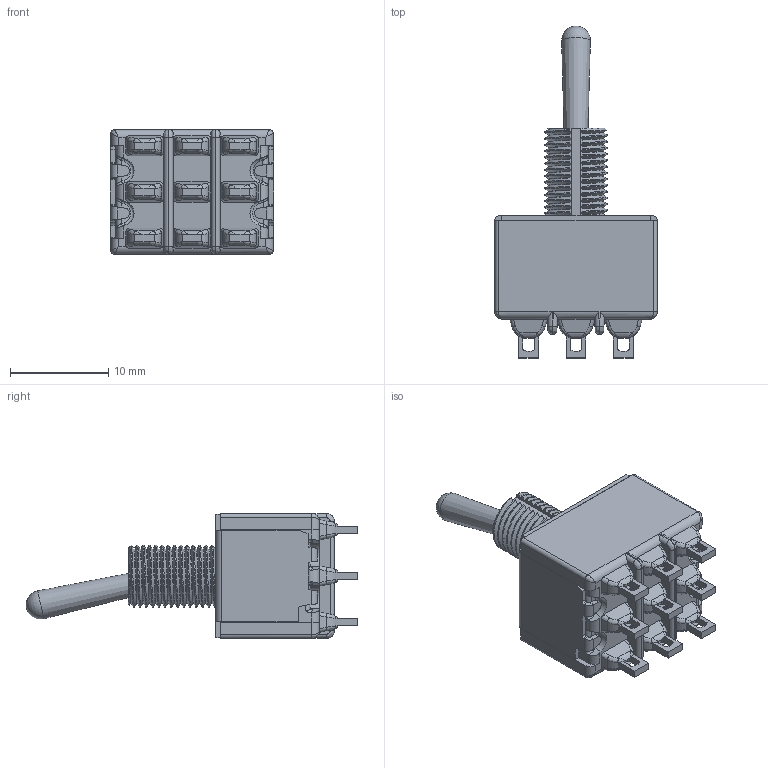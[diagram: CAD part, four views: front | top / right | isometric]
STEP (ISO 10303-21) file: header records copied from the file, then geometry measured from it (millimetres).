
FILE_DESCRIPTION(/* description */ ('STEP AP214'),/* implementation_level */ '2;1');
FILE_NAME(/* name */ '7301SYZQE',/* time_stamp */ '2022-07-15T10:04:28+02:00',/* author */ ('License CC BY-ND 4.0'),/* organization */ ('CADENAS'),/* preprocessor_version */ 'ST-DEVELOPER v18.102',/* originating_system */ 'PARTsolutions',/* authorisation */ ' ');
FILE_SCHEMA (('AUTOMOTIVE_DESIGN {1 0 10303 214 3 1 1}'));
Length unit declared in the file: inch
Products named in the file (2): 7301SYZQE; 7301SYZQE_PART1
Assembly tree (1 placements, depth 2):
  7301SYZQE
    7301SYZQE_PART1
Bounding box: 16.59 x 33.76 x 12.7 mm (x, y, z)
Volume: 1337.4 mm3; surface area: 3537.4 mm2
Topology: 1 solids, 1 shells, 1177 faces, 3268 edges, 2069 vertices
Faces by surface type: plane 752, cylinder 257, bspline 154, cone 8, sphere 3, torus 3
Full cylindrical faces by diameter (mm): 1.575 x1, 3.531 x1, 4.039 x1
Entity records: 45911 total; most frequent: CARTESIAN_POINT 17083, ORIENTED_EDGE 6484, DIRECTION 5254, EDGE_CURVE 3242, LINE 2328, VECTOR 2328, VERTEX_POINT 2058, AXIS2_PLACEMENT_3D 1463
